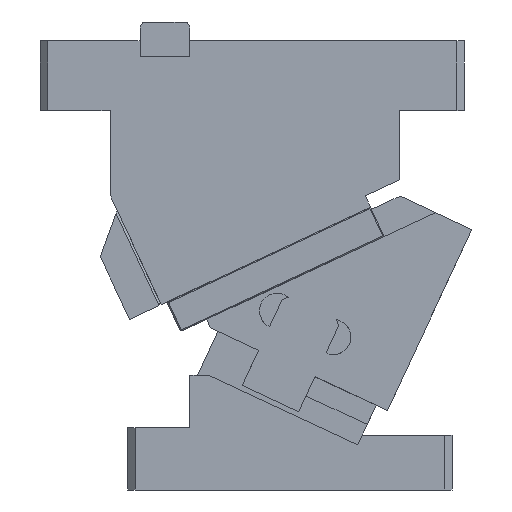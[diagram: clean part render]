
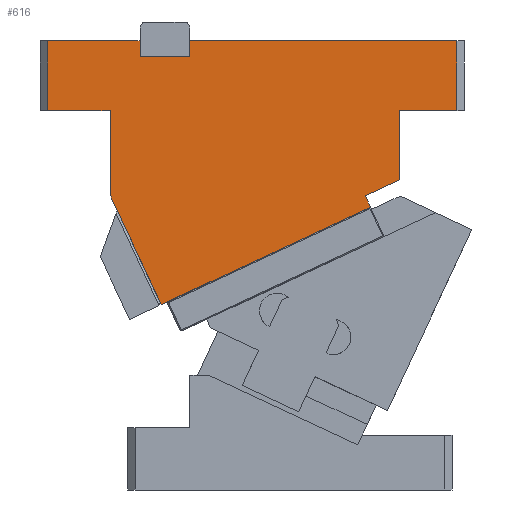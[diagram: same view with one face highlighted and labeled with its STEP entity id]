
A CAD part, front view. The second image highlights one B-rep face of the part: STEP entity #616.
In plain terms, the highlighted planar face has unit normal (0, -1, 0).
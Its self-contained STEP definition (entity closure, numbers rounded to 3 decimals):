
#210=CARTESIAN_POINT('Line Origine',(-13.5,0.,180.)) ;
#214=CARTESIAN_POINT('Vertex',(-32.,0.,180.)) ;
#216=CARTESIAN_POINT('Vertex',(5.,0.,180.)) ;
#474=CARTESIAN_POINT('Axis2P3D Location',(15.774,0.,75.291)) ;
#479=CARTESIAN_POINT('Line Origine',(-19.5,0.,152.)) ;
#483=CARTESIAN_POINT('Vertex',(-32.,0.,152.)) ;
#485=CARTESIAN_POINT('Vertex',(-7.,0.,152.)) ;
#488=CARTESIAN_POINT('Line Origine',(-7.,0.,135.107)) ;
#492=CARTESIAN_POINT('Vertex',(-7.,0.,118.214)) ;
#495=CARTESIAN_POINT('Line Origine',(-4.036,0.,111.858)) ;
#499=CARTESIAN_POINT('Vertex',(-1.072,0.,105.502)) ;
#502=CARTESIAN_POINT('Line Origine',(2.943,0.,96.892)) ;
#506=CARTESIAN_POINT('Vertex',(6.957,0.,88.282)) ;
#509=CARTESIAN_POINT('Line Origine',(10.233,0.,81.258)) ;
#513=CARTESIAN_POINT('Vertex',(13.508,0.,74.234)) ;
#516=CARTESIAN_POINT('Line Origine',(14.641,0.,74.762)) ;
#520=CARTESIAN_POINT('Vertex',(15.774,0.,75.291)) ;
#523=CARTESIAN_POINT('Line Origine',(56.558,0.,94.308)) ;
#527=CARTESIAN_POINT('Vertex',(97.341,0.,113.326)) ;
#530=CARTESIAN_POINT('Line Origine',(96.285,0.,115.592)) ;
#534=CARTESIAN_POINT('Vertex',(95.228,0.,117.858)) ;
#537=CARTESIAN_POINT('Line Origine',(102.114,0.,121.069)) ;
#541=CARTESIAN_POINT('Vertex',(109.,0.,124.28)) ;
#544=CARTESIAN_POINT('Line Origine',(109.,0.,138.14)) ;
#548=CARTESIAN_POINT('Vertex',(109.,0.,152.)) ;
#551=CARTESIAN_POINT('Line Origine',(120.5,0.,152.)) ;
#555=CARTESIAN_POINT('Vertex',(132.,0.,152.)) ;
#558=CARTESIAN_POINT('Line Origine',(132.,0.,166.)) ;
#562=CARTESIAN_POINT('Vertex',(132.,0.,180.)) ;
#565=CARTESIAN_POINT('Line Origine',(78.5,0.,180.)) ;
#569=CARTESIAN_POINT('Vertex',(25.,0.,180.)) ;
#572=CARTESIAN_POINT('Line Origine',(25.,0.,176.75)) ;
#576=CARTESIAN_POINT('Vertex',(25.,0.,173.5)) ;
#579=CARTESIAN_POINT('Line Origine',(15.,0.,173.5)) ;
#583=CARTESIAN_POINT('Vertex',(5.,0.,173.5)) ;
#586=CARTESIAN_POINT('Line Origine',(5.,0.,176.75)) ;
#591=CARTESIAN_POINT('Line Origine',(-32.,0.,166.)) ;
#211=DIRECTION('Vector Direction',(1.,0.,0.)) ;
#475=DIRECTION('Axis2P3D Direction',(0.,-1.,0.)) ;
#476=DIRECTION('Axis2P3D XDirection',(0.906,0.,0.423)) ;
#480=DIRECTION('Vector Direction',(1.,0.,0.)) ;
#489=DIRECTION('Vector Direction',(0.,0.,-1.)) ;
#496=DIRECTION('Vector Direction',(0.423,0.,-0.906)) ;
#503=DIRECTION('Vector Direction',(0.423,0.,-0.906)) ;
#510=DIRECTION('Vector Direction',(0.423,0.,-0.906)) ;
#517=DIRECTION('Vector Direction',(0.906,0.,0.423)) ;
#524=DIRECTION('Vector Direction',(0.906,0.,0.423)) ;
#531=DIRECTION('Vector Direction',(0.423,0.,-0.906)) ;
#538=DIRECTION('Vector Direction',(-0.906,0.,-0.423)) ;
#545=DIRECTION('Vector Direction',(0.,0.,-1.)) ;
#552=DIRECTION('Vector Direction',(1.,0.,0.)) ;
#559=DIRECTION('Vector Direction',(0.,0.,1.)) ;
#566=DIRECTION('Vector Direction',(1.,0.,0.)) ;
#573=DIRECTION('Vector Direction',(0.,0.,1.)) ;
#580=DIRECTION('Vector Direction',(1.,0.,0.)) ;
#587=DIRECTION('Vector Direction',(0.,0.,-1.)) ;
#592=DIRECTION('Vector Direction',(0.,0.,-1.)) ;
#477=AXIS2_PLACEMENT_3D('Plane Axis2P3D',#474,#475,#476) ;
#597=ORIENTED_EDGE('',*,*,#487,.T.) ;
#598=ORIENTED_EDGE('',*,*,#494,.T.) ;
#599=ORIENTED_EDGE('',*,*,#501,.T.) ;
#600=ORIENTED_EDGE('',*,*,#508,.T.) ;
#601=ORIENTED_EDGE('',*,*,#515,.T.) ;
#602=ORIENTED_EDGE('',*,*,#522,.T.) ;
#603=ORIENTED_EDGE('',*,*,#529,.T.) ;
#604=ORIENTED_EDGE('',*,*,#536,.F.) ;
#605=ORIENTED_EDGE('',*,*,#543,.F.) ;
#606=ORIENTED_EDGE('',*,*,#550,.F.) ;
#607=ORIENTED_EDGE('',*,*,#557,.T.) ;
#608=ORIENTED_EDGE('',*,*,#564,.T.) ;
#609=ORIENTED_EDGE('',*,*,#571,.F.) ;
#610=ORIENTED_EDGE('',*,*,#578,.F.) ;
#611=ORIENTED_EDGE('',*,*,#585,.F.) ;
#612=ORIENTED_EDGE('',*,*,#590,.F.) ;
#613=ORIENTED_EDGE('',*,*,#218,.F.) ;
#614=ORIENTED_EDGE('',*,*,#595,.F.) ;
#212=VECTOR('Line Direction',#211,1.) ;
#481=VECTOR('Line Direction',#480,1.) ;
#490=VECTOR('Line Direction',#489,1.) ;
#497=VECTOR('Line Direction',#496,1.) ;
#504=VECTOR('Line Direction',#503,1.) ;
#511=VECTOR('Line Direction',#510,1.) ;
#518=VECTOR('Line Direction',#517,1.) ;
#525=VECTOR('Line Direction',#524,1.) ;
#532=VECTOR('Line Direction',#531,1.) ;
#539=VECTOR('Line Direction',#538,1.) ;
#546=VECTOR('Line Direction',#545,1.) ;
#553=VECTOR('Line Direction',#552,1.) ;
#560=VECTOR('Line Direction',#559,1.) ;
#567=VECTOR('Line Direction',#566,1.) ;
#574=VECTOR('Line Direction',#573,1.) ;
#581=VECTOR('Line Direction',#580,1.) ;
#588=VECTOR('Line Direction',#587,1.) ;
#593=VECTOR('Line Direction',#592,1.) ;
#616=ADVANCED_FACE('CAM HOLDER',(#615),#478,.T.) ;
#218=EDGE_CURVE('',#215,#217,#213,.T.) ;
#487=EDGE_CURVE('',#484,#486,#482,.T.) ;
#494=EDGE_CURVE('',#486,#493,#491,.T.) ;
#501=EDGE_CURVE('',#493,#500,#498,.T.) ;
#508=EDGE_CURVE('',#500,#507,#505,.T.) ;
#515=EDGE_CURVE('',#507,#514,#512,.T.) ;
#522=EDGE_CURVE('',#514,#521,#519,.T.) ;
#529=EDGE_CURVE('',#521,#528,#526,.T.) ;
#536=EDGE_CURVE('',#535,#528,#533,.T.) ;
#543=EDGE_CURVE('',#542,#535,#540,.T.) ;
#550=EDGE_CURVE('',#549,#542,#547,.T.) ;
#557=EDGE_CURVE('',#549,#556,#554,.T.) ;
#564=EDGE_CURVE('',#556,#563,#561,.T.) ;
#571=EDGE_CURVE('',#570,#563,#568,.T.) ;
#578=EDGE_CURVE('',#577,#570,#575,.T.) ;
#585=EDGE_CURVE('',#584,#577,#582,.T.) ;
#590=EDGE_CURVE('',#217,#584,#589,.T.) ;
#595=EDGE_CURVE('',#484,#215,#594,.F.) ;
#596=EDGE_LOOP('',(#597,#598,#599,#600,#601,#602,#603,#604,#605,#606,#607,#608,#609,#610,#611,#612,#613,#614)) ;
#615=FACE_OUTER_BOUND('',#596,.T.) ;
#213=LINE('Line',#210,#212) ;
#482=LINE('Line',#479,#481) ;
#491=LINE('Line',#488,#490) ;
#498=LINE('Line',#495,#497) ;
#505=LINE('Line',#502,#504) ;
#512=LINE('Line',#509,#511) ;
#519=LINE('Line',#516,#518) ;
#526=LINE('Line',#523,#525) ;
#533=LINE('Line',#530,#532) ;
#540=LINE('Line',#537,#539) ;
#547=LINE('Line',#544,#546) ;
#554=LINE('Line',#551,#553) ;
#561=LINE('Line',#558,#560) ;
#568=LINE('Line',#565,#567) ;
#575=LINE('Line',#572,#574) ;
#582=LINE('Line',#579,#581) ;
#589=LINE('Line',#586,#588) ;
#594=LINE('Line',#591,#593) ;
#478=PLANE('Plane',#477) ;
#215=VERTEX_POINT('',#214) ;
#217=VERTEX_POINT('',#216) ;
#484=VERTEX_POINT('',#483) ;
#486=VERTEX_POINT('',#485) ;
#493=VERTEX_POINT('',#492) ;
#500=VERTEX_POINT('',#499) ;
#507=VERTEX_POINT('',#506) ;
#514=VERTEX_POINT('',#513) ;
#521=VERTEX_POINT('',#520) ;
#528=VERTEX_POINT('',#527) ;
#535=VERTEX_POINT('',#534) ;
#542=VERTEX_POINT('',#541) ;
#549=VERTEX_POINT('',#548) ;
#556=VERTEX_POINT('',#555) ;
#563=VERTEX_POINT('',#562) ;
#570=VERTEX_POINT('',#569) ;
#577=VERTEX_POINT('',#576) ;
#584=VERTEX_POINT('',#583) ;
